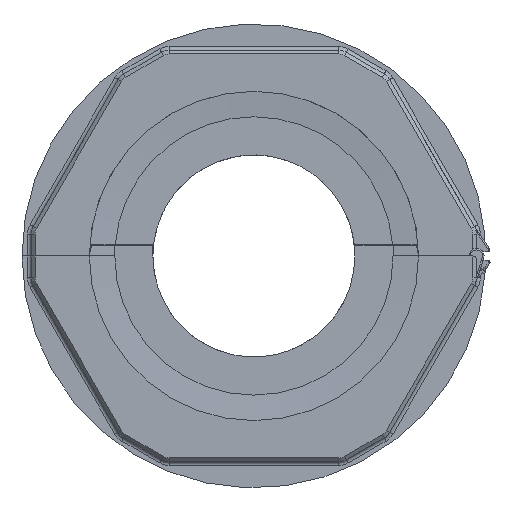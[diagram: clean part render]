
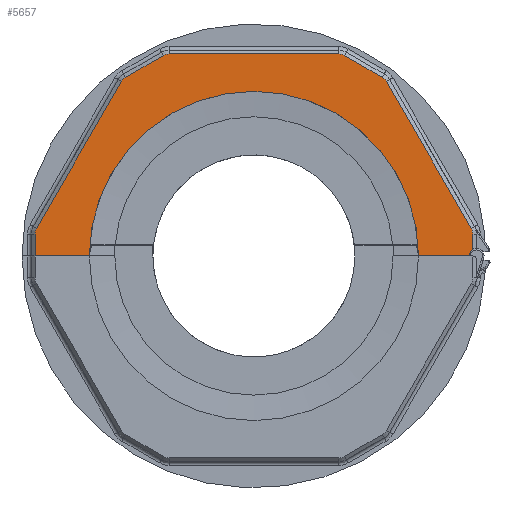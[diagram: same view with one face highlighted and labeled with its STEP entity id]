
A CAD part, left-side view. The second image highlights one B-rep face of the part: STEP entity #5657.
In plain terms, the highlighted planar face has unit normal (-1, 0, 0).
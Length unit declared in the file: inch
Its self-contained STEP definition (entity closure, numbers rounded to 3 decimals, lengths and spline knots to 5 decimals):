
#11 = CARTESIAN_POINT ( 'NONE',  ( -0.7874, 1.15174, 0. ) ) ;
#203 = DIRECTION ( 'NONE',  ( 0., -1., 0. ) ) ;
#488 = VERTEX_POINT ( 'NONE', #8181 ) ;
#667 = PLANE ( 'NONE',  #27629 ) ;
#702 = DIRECTION ( 'NONE',  ( -1., 0., 0. ) ) ;
#851 = CARTESIAN_POINT ( 'NONE',  ( -0.7874, -1.09269, 0.11528 ) ) ;
#1709 = VERTEX_POINT ( 'NONE', #10135 ) ;
#1728 = DIRECTION ( 'NONE',  ( 0., 0., -1. ) ) ;
#2393 = CARTESIAN_POINT ( 'NONE',  ( -0.7874, -0.44651, 1.06299 ) ) ;
#2424 = DIRECTION ( 'NONE',  ( 1., 0., 0. ) ) ;
#2710 = DIRECTION ( 'NONE',  ( 0., -1., 0. ) ) ;
#3139 = VECTOR ( 'NONE', #26107, 39.37008 ) ;
#3258 = FACE_OUTER_BOUND ( 'NONE', #26678, .T. ) ;
#3619 = CIRCLE ( 'NONE', #13979, 0.05906 ) ;
#3873 = CARTESIAN_POINT ( 'NONE',  ( -0.7874, 0.69733, 0.91818 ) ) ;
#4224 = DIRECTION ( 'NONE',  ( 0., 0., -1. ) ) ;
#4808 = ORIENTED_EDGE ( 'NONE', *, *, #28154, .T. ) ;
#4969 = LINE ( 'NONE', #10012, #29519 ) ;
#5148 = DIRECTION ( 'NONE',  ( 0., 0.866, 0.5 ) ) ;
#5237 = VERTEX_POINT ( 'NONE', #11768 ) ;
#5267 = VERTEX_POINT ( 'NONE', #19874 ) ;
#5312 = EDGE_CURVE ( 'NONE', #23591, #1709, #20804, .T. ) ;
#5349 = DIRECTION ( 'NONE',  ( 0., 0., 1. ) ) ;
#5480 = VERTEX_POINT ( 'NONE', #18878 ) ;
#5569 = CARTESIAN_POINT ( 'NONE',  ( -0.7874, 1.09269, 0.11528 ) ) ;
#5657 = ADVANCED_FACE ( 'NONE', ( #3258 ), #667, .T. ) ;
#5734 = DIRECTION ( 'NONE',  ( 0., 0., -1. ) ) ;
#5865 = CIRCLE ( 'NONE', #19320, 0.86614 ) ;
#5889 = CIRCLE ( 'NONE', #22960, 0.03937 ) ;
#6136 = ORIENTED_EDGE ( 'NONE', *, *, #8044, .T. ) ;
#6251 = ORIENTED_EDGE ( 'NONE', *, *, #25208, .T. ) ;
#6360 = LINE ( 'NONE', #28376, #3139 ) ;
#6391 = CARTESIAN_POINT ( 'NONE',  ( -0.7874, 0.69733, 0.91818 ) ) ;
#6512 = AXIS2_PLACEMENT_3D ( 'NONE', #21494, #23931, #1728 ) ;
#6950 = CARTESIAN_POINT ( 'NONE',  ( -0.7874, 0.44651, 1.06299 ) ) ;
#7578 = CARTESIAN_POINT ( 'NONE',  ( -0.7874, -1.59879, 0. ) ) ;
#7744 = DIRECTION ( 'NONE',  ( -1., 0., 0. ) ) ;
#8044 = EDGE_CURVE ( 'NONE', #1709, #5480, #28084, .T. ) ;
#8045 = DIRECTION ( 'NONE',  ( 0., 1., 0. ) ) ;
#8181 = CARTESIAN_POINT ( 'NONE',  ( -0.7874, 0.47603, 1.05508 ) ) ;
#8321 = DIRECTION ( 'NONE',  ( -1., 0., 0. ) ) ;
#8689 = VERTEX_POINT ( 'NONE', #2393 ) ;
#9050 = VERTEX_POINT ( 'NONE', #26648 ) ;
#9456 = EDGE_CURVE ( 'NONE', #23855, #18734, #5865, .T. ) ;
#9588 = CARTESIAN_POINT ( 'NONE',  ( -0.7874, -0.86614, 0. ) ) ;
#9864 = CARTESIAN_POINT ( 'NONE',  ( -0.7874, -0.67571, 0.9398 ) ) ;
#10012 = CARTESIAN_POINT ( 'NONE',  ( -0.7874, 0.97441, 1.06299 ) ) ;
#10135 = CARTESIAN_POINT ( 'NONE',  ( -0.7874, -1.14383, 0.14481 ) ) ;
#10301 = DIRECTION ( 'NONE',  ( 0., 0.5, 0.866 ) ) ;
#10633 = DIRECTION ( 'NONE',  ( 0., 0., 1. ) ) ;
#10662 = VERTEX_POINT ( 'NONE', #29565 ) ;
#11486 = DIRECTION ( 'NONE',  ( 0., -1., 0. ) ) ;
#11603 = VERTEX_POINT ( 'NONE', #17465 ) ;
#11768 = CARTESIAN_POINT ( 'NONE',  ( -0.7874, 1.15174, 0.11528 ) ) ;
#12024 = CARTESIAN_POINT ( 'NONE',  ( -0.7874, 0., 0. ) ) ;
#12496 = VERTEX_POINT ( 'NONE', #19283 ) ;
#13436 = CARTESIAN_POINT ( 'NONE',  ( -0.7874, -1.59879, 0. ) ) ;
#13640 = LINE ( 'NONE', #3873, #26163 ) ;
#13774 = ORIENTED_EDGE ( 'NONE', *, *, #24841, .T. ) ;
#13779 = AXIS2_PLACEMENT_3D ( 'NONE', #29008, #19003, #4224 ) ;
#13979 = AXIS2_PLACEMENT_3D ( 'NONE', #29919, #7744, #17648 ) ;
#14643 = AXIS2_PLACEMENT_3D ( 'NONE', #28025, #29977, #18176 ) ;
#14758 = CARTESIAN_POINT ( 'NONE',  ( -0.7874, -1.17143, 0. ) ) ;
#15084 = EDGE_CURVE ( 'NONE', #8689, #25013, #4969, .T. ) ;
#15439 = CARTESIAN_POINT ( 'NONE',  ( -0.7874, 0.97441, 0. ) ) ;
#15441 = CARTESIAN_POINT ( 'NONE',  ( -0.7874, -1.15174, 0.11528 ) ) ;
#15469 = DIRECTION ( 'NONE',  ( 0., 0., -1. ) ) ;
#15700 = VECTOR ( 'NONE', #11486, 39.37008 ) ;
#15797 = CARTESIAN_POINT ( 'NONE',  ( -0.7874, -1.14383, 0.14481 ) ) ;
#15967 = EDGE_CURVE ( 'NONE', #18734, #10662, #17640, .T. ) ;
#16663 = ORIENTED_EDGE ( 'NONE', *, *, #15084, .T. ) ;
#17392 = VECTOR ( 'NONE', #10633, 39.37008 ) ;
#17411 = ORIENTED_EDGE ( 'NONE', *, *, #22204, .T. ) ;
#17415 = VERTEX_POINT ( 'NONE', #6391 ) ;
#17465 = CARTESIAN_POINT ( 'NONE',  ( -0.7874, -1.15174, 0.0341 ) ) ;
#17640 = LINE ( 'NONE', #7578, #25849 ) ;
#17648 = DIRECTION ( 'NONE',  ( 0., 0., -1. ) ) ;
#18046 = EDGE_CURVE ( 'NONE', #28809, #17415, #21005, .T. ) ;
#18051 = CARTESIAN_POINT ( 'NONE',  ( -0.7874, -0.67571, 0.9398 ) ) ;
#18146 = AXIS2_PLACEMENT_3D ( 'NONE', #5569, #702, #15469 ) ;
#18176 = DIRECTION ( 'NONE',  ( 0., 0., -1. ) ) ;
#18279 = EDGE_CURVE ( 'NONE', #11603, #23591, #18576, .T. ) ;
#18576 = LINE ( 'NONE', #25355, #17392 ) ;
#18604 = EDGE_CURVE ( 'NONE', #25013, #488, #27719, .T. ) ;
#18734 = VERTEX_POINT ( 'NONE', #9588 ) ;
#18878 = CARTESIAN_POINT ( 'NONE',  ( -0.7874, -0.69733, 0.91818 ) ) ;
#19003 = DIRECTION ( 'NONE',  ( -1., 0., 0. ) ) ;
#19106 = EDGE_CURVE ( 'NONE', #12496, #8689, #3619, .T. ) ;
#19283 = CARTESIAN_POINT ( 'NONE',  ( -0.7874, -0.47603, 1.05508 ) ) ;
#19320 = AXIS2_PLACEMENT_3D ( 'NONE', #12024, #21885, #31755 ) ;
#19621 = ORIENTED_EDGE ( 'NONE', *, *, #30991, .T. ) ;
#19863 = EDGE_CURVE ( 'NONE', #5237, #9050, #22380, .T. ) ;
#19874 = CARTESIAN_POINT ( 'NONE',  ( -0.7874, 1.14383, 0.14481 ) ) ;
#20199 = ORIENTED_EDGE ( 'NONE', *, *, #15967, .T. ) ;
#20447 = DIRECTION ( 'NONE',  ( -1., 0., 0. ) ) ;
#20603 = EDGE_CURVE ( 'NONE', #488, #28809, #6360, .T. ) ;
#20804 = CIRCLE ( 'NONE', #27519, 0.05906 ) ;
#20905 = ORIENTED_EDGE ( 'NONE', *, *, #18279, .T. ) ;
#21005 = CIRCLE ( 'NONE', #6512, 0.05906 ) ;
#21237 = ORIENTED_EDGE ( 'NONE', *, *, #20603, .T. ) ;
#21494 = CARTESIAN_POINT ( 'NONE',  ( -0.7874, 0.64618, 0.88865 ) ) ;
#21885 = DIRECTION ( 'NONE',  ( 1., 0., 0. ) ) ;
#22204 = EDGE_CURVE ( 'NONE', #5267, #5237, #25892, .T. ) ;
#22215 = DIRECTION ( 'NONE',  ( 0., 0., -1. ) ) ;
#22380 = LINE ( 'NONE', #11, #26389 ) ;
#22674 = VECTOR ( 'NONE', #5148, 39.37008 ) ;
#22945 = ORIENTED_EDGE ( 'NONE', *, *, #18604, .T. ) ;
#22960 = AXIS2_PLACEMENT_3D ( 'NONE', #14758, #2424, #5349 ) ;
#23200 = ORIENTED_EDGE ( 'NONE', *, *, #19863, .T. ) ;
#23400 = VECTOR ( 'NONE', #10301, 39.37008 ) ;
#23442 = CIRCLE ( 'NONE', #14643, 0.05906 ) ;
#23502 = DIRECTION ( 'NONE',  ( 0., 0.5, -0.866 ) ) ;
#23591 = VERTEX_POINT ( 'NONE', #15441 ) ;
#23646 = ORIENTED_EDGE ( 'NONE', *, *, #19106, .T. ) ;
#23855 = VERTEX_POINT ( 'NONE', #26563 ) ;
#23874 = ORIENTED_EDGE ( 'NONE', *, *, #27269, .T. ) ;
#23931 = DIRECTION ( 'NONE',  ( -1., 0., 0. ) ) ;
#24841 = EDGE_CURVE ( 'NONE', #5480, #25796, #23442, .T. ) ;
#25013 = VERTEX_POINT ( 'NONE', #6950 ) ;
#25208 = EDGE_CURVE ( 'NONE', #9050, #23855, #25719, .T. ) ;
#25355 = CARTESIAN_POINT ( 'NONE',  ( -0.7874, -1.15174, 0. ) ) ;
#25503 = ORIENTED_EDGE ( 'NONE', *, *, #18046, .T. ) ;
#25719 = LINE ( 'NONE', #13436, #15700 ) ;
#25796 = VERTEX_POINT ( 'NONE', #18051 ) ;
#25849 = VECTOR ( 'NONE', #2710, 39.37008 ) ;
#25892 = CIRCLE ( 'NONE', #18146, 0.05906 ) ;
#26107 = DIRECTION ( 'NONE',  ( 0., 0.866, -0.5 ) ) ;
#26163 = VECTOR ( 'NONE', #23502, 39.37008 ) ;
#26389 = VECTOR ( 'NONE', #22215, 39.37008 ) ;
#26563 = CARTESIAN_POINT ( 'NONE',  ( -0.7874, 0.86614, 0. ) ) ;
#26648 = CARTESIAN_POINT ( 'NONE',  ( -0.7874, 1.15174, 0. ) ) ;
#26678 = EDGE_LOOP ( 'NONE', ( #4808, #17411, #23200, #6251, #30807, #20199, #23874, #20905, #28402, #6136, #13774, #19621, #23646, #16663, #22945, #21237, #25503 ) ) ;
#27269 = EDGE_CURVE ( 'NONE', #10662, #11603, #5889, .T. ) ;
#27519 = AXIS2_PLACEMENT_3D ( 'NONE', #851, #8321, #5734 ) ;
#27629 = AXIS2_PLACEMENT_3D ( 'NONE', #15439, #20447, #203 ) ;
#27719 = CIRCLE ( 'NONE', #13779, 0.05906 ) ;
#28025 = CARTESIAN_POINT ( 'NONE',  ( -0.7874, -0.64618, 0.88865 ) ) ;
#28084 = LINE ( 'NONE', #15797, #23400 ) ;
#28154 = EDGE_CURVE ( 'NONE', #17415, #5267, #13640, .T. ) ;
#28376 = CARTESIAN_POINT ( 'NONE',  ( -0.7874, 0.47603, 1.05508 ) ) ;
#28402 = ORIENTED_EDGE ( 'NONE', *, *, #5312, .T. ) ;
#28809 = VERTEX_POINT ( 'NONE', #31445 ) ;
#29008 = CARTESIAN_POINT ( 'NONE',  ( -0.7874, 0.44651, 1.00394 ) ) ;
#29519 = VECTOR ( 'NONE', #8045, 39.37008 ) ;
#29565 = CARTESIAN_POINT ( 'NONE',  ( -0.7874, -1.13206, 0. ) ) ;
#29919 = CARTESIAN_POINT ( 'NONE',  ( -0.7874, -0.44651, 1.00394 ) ) ;
#29977 = DIRECTION ( 'NONE',  ( -1., 0., 0. ) ) ;
#30807 = ORIENTED_EDGE ( 'NONE', *, *, #9456, .T. ) ;
#30991 = EDGE_CURVE ( 'NONE', #25796, #12496, #32030, .T. ) ;
#31445 = CARTESIAN_POINT ( 'NONE',  ( -0.7874, 0.67571, 0.9398 ) ) ;
#31755 = DIRECTION ( 'NONE',  ( 0., 1., 0. ) ) ;
#32030 = LINE ( 'NONE', #9864, #22674 ) ;
